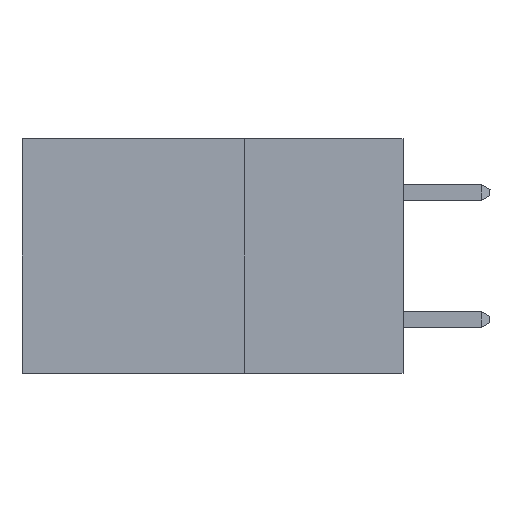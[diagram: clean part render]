
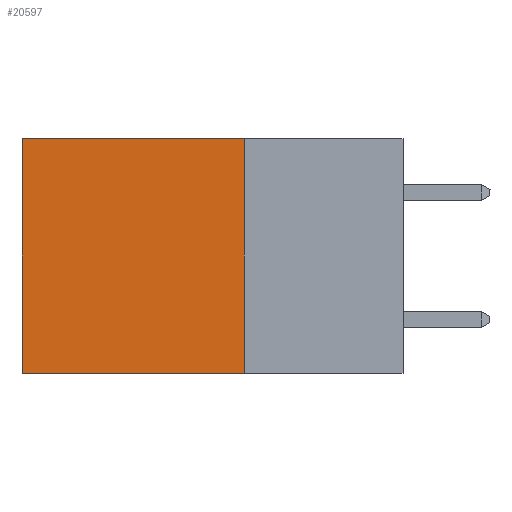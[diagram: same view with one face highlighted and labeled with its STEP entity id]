
A CAD part, left-side view. The second image highlights one B-rep face of the part: STEP entity #20597.
In plain terms, the highlighted planar face has unit normal (-1, 0, 0).
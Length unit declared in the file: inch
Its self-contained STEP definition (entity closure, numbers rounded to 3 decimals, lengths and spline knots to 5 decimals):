
#2191 = VERTEX_POINT ( 'NONE', #6606 ) ;
#2699 = LINE ( 'NONE', #5401, #27008 ) ;
#3485 = CARTESIAN_POINT ( 'NONE',  ( 0.2875, 0.25, 0. ) ) ;
#4778 = DIRECTION ( 'NONE',  ( 1., 0., 0. ) ) ;
#5401 = CARTESIAN_POINT ( 'NONE',  ( 0.2875, 0.25, -0.37 ) ) ;
#5958 = CARTESIAN_POINT ( 'NONE',  ( 0.2875, 0.6, 0. ) ) ;
#6034 = CARTESIAN_POINT ( 'NONE',  ( 0.2875, 0.25, 0. ) ) ;
#6606 = CARTESIAN_POINT ( 'NONE',  ( 0.2875, 0.6, -0.37 ) ) ;
#7704 = VECTOR ( 'NONE', #15211, 39.37008 ) ;
#8477 = EDGE_CURVE ( 'NONE', #28447, #22816, #17584, .T. ) ;
#10194 = DIRECTION ( 'NONE',  ( 0., 1., 0. ) ) ;
#10772 = VECTOR ( 'NONE', #13057, 39.37008 ) ;
#12319 = AXIS2_PLACEMENT_3D ( 'NONE', #24199, #4778, #17352 ) ;
#13057 = DIRECTION ( 'NONE',  ( 0., 0., -1. ) ) ;
#15211 = DIRECTION ( 'NONE',  ( 0., 1., 0. ) ) ;
#15583 = ORIENTED_EDGE ( 'NONE', *, *, #20455, .T. ) ;
#16229 = DIRECTION ( 'NONE',  ( 0., 0., -1. ) ) ;
#17352 = DIRECTION ( 'NONE',  ( 0., 0., -1. ) ) ;
#17584 = LINE ( 'NONE', #27270, #7704 ) ;
#19094 = ORIENTED_EDGE ( 'NONE', *, *, #28229, .F. ) ;
#20292 = ORIENTED_EDGE ( 'NONE', *, *, #8477, .T. ) ;
#20455 = EDGE_CURVE ( 'NONE', #22816, #2191, #23727, .T. ) ;
#20597 = ADVANCED_FACE ( 'NONE', ( #27048 ), #29439, .F. ) ;
#21166 = CARTESIAN_POINT ( 'NONE',  ( 0.2875, 0.6, 0. ) ) ;
#21658 = EDGE_LOOP ( 'NONE', ( #15583, #19094, #30145, #20292 ) ) ;
#22114 = EDGE_CURVE ( 'NONE', #28447, #25838, #29914, .T. ) ;
#22463 = VECTOR ( 'NONE', #16229, 39.37008 ) ;
#22816 = VERTEX_POINT ( 'NONE', #5958 ) ;
#23727 = LINE ( 'NONE', #21166, #22463 ) ;
#24199 = CARTESIAN_POINT ( 'NONE',  ( 0.2875, 0.25, 0. ) ) ;
#24262 = CARTESIAN_POINT ( 'NONE',  ( 0.2875, 0.25, -0.37 ) ) ;
#25838 = VERTEX_POINT ( 'NONE', #24262 ) ;
#27008 = VECTOR ( 'NONE', #10194, 39.37008 ) ;
#27048 = FACE_OUTER_BOUND ( 'NONE', #21658, .T. ) ;
#27270 = CARTESIAN_POINT ( 'NONE',  ( 0.2875, 0.25, 0. ) ) ;
#28229 = EDGE_CURVE ( 'NONE', #25838, #2191, #2699, .T. ) ;
#28447 = VERTEX_POINT ( 'NONE', #3485 ) ;
#29439 = PLANE ( 'NONE',  #12319 ) ;
#29914 = LINE ( 'NONE', #6034, #10772 ) ;
#30145 = ORIENTED_EDGE ( 'NONE', *, *, #22114, .F. ) ;
